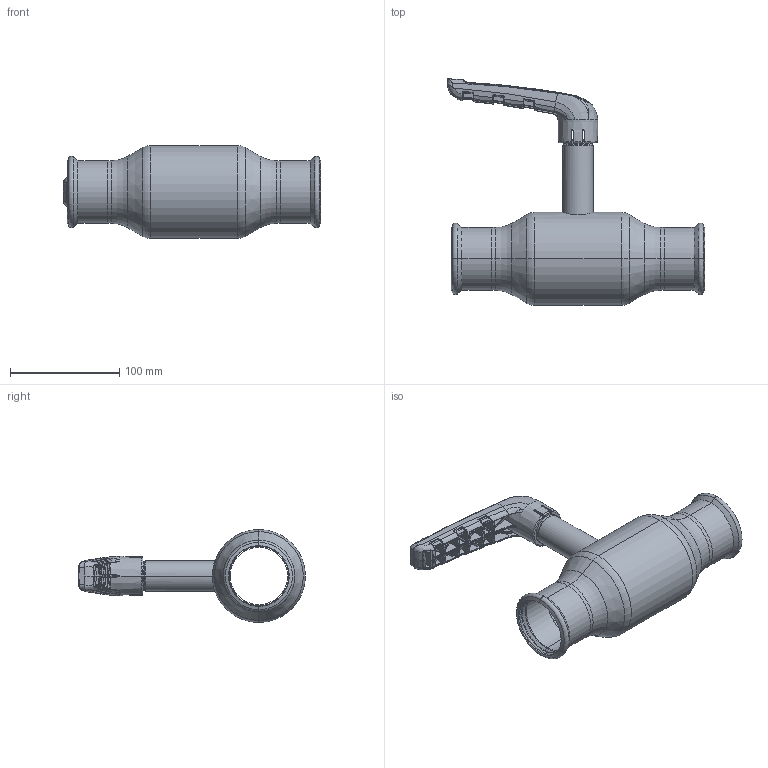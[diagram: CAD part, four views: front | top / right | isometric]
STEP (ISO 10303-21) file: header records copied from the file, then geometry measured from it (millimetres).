
FILE_DESCRIPTION (( 'STEP AP214' ), '1' );
FILE_NAME ('2050000101-xxxx.step', '2019-05-10T10:35:50', ( '' ), ( '' ), 'SwSTEP 2.0', 'SolidWorks 2017', '' );
FILE_SCHEMA (( 'AUTOMOTIVE_DESIGN' ));
Length unit declared in the file: millimetre
Products named in the file (1): 2050000101-xxxx
Bounding box: 235.15 x 207.31 x 85 mm (x, y, z)
Surface area: 102132 mm2 (no closed solid volume)
Topology: 0 solids, 10 shells, 743 faces, 2620 edges, 1725 vertices
Faces by surface type: bspline 617, plane 37, cone 30, cylinder 30, torus 25, sphere 4
Entity records: 58534 total; most frequent: CARTESIAN_POINT 34321, ORIENTED_EDGE 3977, EDGE_CURVE 2602, B_SPLINE_CURVE_WITH_KNOTS 1830, VERTEX_POINT 1723, DIRECTION 1641, EDGE_LOOP 749, UNCERTAINTY_MEASURE_WITH_UNIT 745
